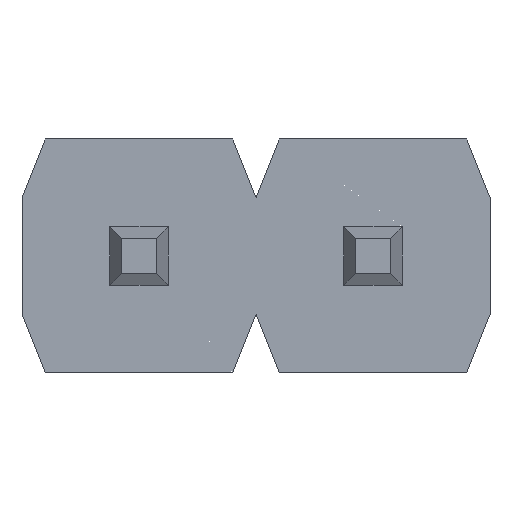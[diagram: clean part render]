
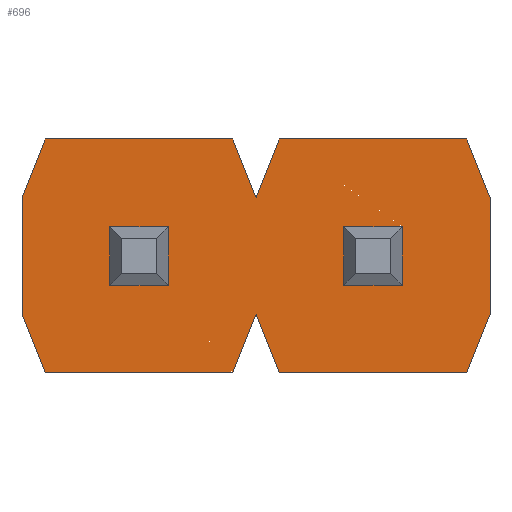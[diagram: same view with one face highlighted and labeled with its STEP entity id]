
A CAD part, front view. The second image highlights one B-rep face of the part: STEP entity #696.
In plain terms, the highlighted planar face has unit normal (0, -1, 0).
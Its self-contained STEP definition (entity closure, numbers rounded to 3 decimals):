
#1=DIRECTION('',(0.371,0.,-0.928));
#2=VECTOR('',#1,0.539);
#3=CARTESIAN_POINT('',(-2.,0.,-0.5));
#4=LINE('',#3,#2);
#5=DIRECTION('',(0.,0.,1.));
#6=VECTOR('',#5,1.);
#7=CARTESIAN_POINT('',(-2.,0.,-0.5));
#8=LINE('',#7,#6);
#9=DIRECTION('',(-0.371,0.,-0.928));
#10=VECTOR('',#9,0.539);
#11=CARTESIAN_POINT('',(-1.8,0.,1.));
#12=LINE('',#11,#10);
#13=DIRECTION('',(1.,0.,0.));
#14=VECTOR('',#13,1.6);
#15=CARTESIAN_POINT('',(-1.8,0.,1.));
#16=LINE('',#15,#14);
#17=DIRECTION('',(-0.371,0.,0.928));
#18=VECTOR('',#17,0.539);
#19=CARTESIAN_POINT('',(0.,0.,0.5));
#20=LINE('',#19,#18);
#21=DIRECTION('',(-0.371,0.,-0.928));
#22=VECTOR('',#21,0.539);
#23=CARTESIAN_POINT('',(0.2,0.,1.));
#24=LINE('',#23,#22);
#25=DIRECTION('',(1.,0.,0.));
#26=VECTOR('',#25,1.6);
#27=CARTESIAN_POINT('',(0.2,0.,1.));
#28=LINE('',#27,#26);
#29=DIRECTION('',(-0.371,0.,0.928));
#30=VECTOR('',#29,0.539);
#31=CARTESIAN_POINT('',(2.,0.,0.5));
#32=LINE('',#31,#30);
#33=DIRECTION('',(0.,0.,-1.));
#34=VECTOR('',#33,1.);
#35=CARTESIAN_POINT('',(2.,0.,0.5));
#36=LINE('',#35,#34);
#37=DIRECTION('',(0.371,0.,0.928));
#38=VECTOR('',#37,0.539);
#39=CARTESIAN_POINT('',(1.8,0.,-1.));
#40=LINE('',#39,#38);
#41=DIRECTION('',(-1.,0.,0.));
#42=VECTOR('',#41,1.6);
#43=CARTESIAN_POINT('',(1.8,0.,-1.));
#44=LINE('',#43,#42);
#45=DIRECTION('',(0.371,0.,-0.928));
#46=VECTOR('',#45,0.539);
#47=CARTESIAN_POINT('',(0.,0.,-0.5));
#48=LINE('',#47,#46);
#49=DIRECTION('',(0.371,0.,0.928));
#50=VECTOR('',#49,0.539);
#51=CARTESIAN_POINT('',(-0.2,0.,-1.));
#52=LINE('',#51,#50);
#53=DIRECTION('',(-1.,0.,0.));
#54=VECTOR('',#53,1.6);
#55=CARTESIAN_POINT('',(-0.2,0.,-1.));
#56=LINE('',#55,#54);
#57=DIRECTION('',(0.,0.,-1.));
#58=VECTOR('',#57,0.5);
#59=CARTESIAN_POINT('',(0.75,0.,0.25));
#60=LINE('',#59,#58);
#61=DIRECTION('',(1.,0.,0.));
#62=VECTOR('',#61,0.5);
#63=CARTESIAN_POINT('',(0.75,0.,-0.25));
#64=LINE('',#63,#62);
#65=DIRECTION('',(0.,0.,-1.));
#66=VECTOR('',#65,0.5);
#67=CARTESIAN_POINT('',(1.25,0.,0.25));
#68=LINE('',#67,#66);
#69=DIRECTION('',(1.,0.,0.));
#70=VECTOR('',#69,0.5);
#71=CARTESIAN_POINT('',(0.75,0.,0.25));
#72=LINE('',#71,#70);
#73=DIRECTION('',(0.,0.,-1.));
#74=VECTOR('',#73,0.5);
#75=CARTESIAN_POINT('',(-1.25,0.,0.25));
#76=LINE('',#75,#74);
#77=DIRECTION('',(1.,0.,0.));
#78=VECTOR('',#77,0.5);
#79=CARTESIAN_POINT('',(-1.25,0.,-0.25));
#80=LINE('',#79,#78);
#81=DIRECTION('',(0.,0.,-1.));
#82=VECTOR('',#81,0.5);
#83=CARTESIAN_POINT('',(-0.75,0.,0.25));
#84=LINE('',#83,#82);
#85=DIRECTION('',(1.,0.,0.));
#86=VECTOR('',#85,0.5);
#87=CARTESIAN_POINT('',(-1.25,0.,0.25));
#88=LINE('',#87,#86);
#489=CARTESIAN_POINT('',(1.8,0.,-1.));
#490=CARTESIAN_POINT('',(2.,0.,-0.5));
#491=VERTEX_POINT('',#489);
#492=VERTEX_POINT('',#490);
#493=CARTESIAN_POINT('',(2.,0.,0.5));
#494=CARTESIAN_POINT('',(1.8,0.,1.));
#495=VERTEX_POINT('',#493);
#496=VERTEX_POINT('',#494);
#505=CARTESIAN_POINT('',(-0.2,0.,-1.));
#506=CARTESIAN_POINT('',(0.,0.,-0.5));
#507=VERTEX_POINT('',#505);
#508=VERTEX_POINT('',#506);
#509=CARTESIAN_POINT('',(0.2,0.,-1.));
#510=VERTEX_POINT('',#509);
#511=CARTESIAN_POINT('',(0.2,0.,1.));
#512=CARTESIAN_POINT('',(0.,0.,0.5));
#513=VERTEX_POINT('',#511);
#514=VERTEX_POINT('',#512);
#515=CARTESIAN_POINT('',(-0.2,0.,1.));
#516=VERTEX_POINT('',#515);
#529=CARTESIAN_POINT('',(-2.,0.,-0.5));
#530=CARTESIAN_POINT('',(-1.8,0.,-1.));
#531=VERTEX_POINT('',#529);
#532=VERTEX_POINT('',#530);
#533=CARTESIAN_POINT('',(-1.8,0.,1.));
#534=CARTESIAN_POINT('',(-2.,0.,0.5));
#535=VERTEX_POINT('',#533);
#536=VERTEX_POINT('',#534);
#585=CARTESIAN_POINT('',(0.75,0.,-0.25));
#586=VERTEX_POINT('',#585);
#587=CARTESIAN_POINT('',(1.25,0.,-0.25));
#588=VERTEX_POINT('',#587);
#589=CARTESIAN_POINT('',(0.75,0.,0.25));
#590=VERTEX_POINT('',#589);
#591=CARTESIAN_POINT('',(1.25,0.,0.25));
#592=VERTEX_POINT('',#591);
#625=CARTESIAN_POINT('',(-1.25,0.,0.25));
#626=CARTESIAN_POINT('',(-1.25,0.,-0.25));
#627=VERTEX_POINT('',#625);
#628=VERTEX_POINT('',#626);
#629=CARTESIAN_POINT('',(-0.75,0.,0.25));
#630=CARTESIAN_POINT('',(-0.75,0.,-0.25));
#631=VERTEX_POINT('',#629);
#632=VERTEX_POINT('',#630);
#641=CARTESIAN_POINT('',(0.,0.,0.));
#642=DIRECTION('',(0.,1.,0.));
#643=DIRECTION('',(1.,0.,0.));
#644=AXIS2_PLACEMENT_3D('',#641,#642,#643);
#645=PLANE('',#644);
#647=ORIENTED_EDGE('',*,*,#646,.F.);
#649=ORIENTED_EDGE('',*,*,#648,.T.);
#651=ORIENTED_EDGE('',*,*,#650,.F.);
#653=ORIENTED_EDGE('',*,*,#652,.T.);
#655=ORIENTED_EDGE('',*,*,#654,.F.);
#657=ORIENTED_EDGE('',*,*,#656,.F.);
#659=ORIENTED_EDGE('',*,*,#658,.T.);
#661=ORIENTED_EDGE('',*,*,#660,.F.);
#663=ORIENTED_EDGE('',*,*,#662,.T.);
#665=ORIENTED_EDGE('',*,*,#664,.F.);
#667=ORIENTED_EDGE('',*,*,#666,.T.);
#669=ORIENTED_EDGE('',*,*,#668,.F.);
#671=ORIENTED_EDGE('',*,*,#670,.F.);
#673=ORIENTED_EDGE('',*,*,#672,.T.);
#674=EDGE_LOOP('',(#647,#649,#651,#653,#655,#657,#659,#661,#663,#665,#667,#669,
#671,#673));
#675=FACE_OUTER_BOUND('',#674,.F.);
#677=ORIENTED_EDGE('',*,*,#676,.T.);
#679=ORIENTED_EDGE('',*,*,#678,.T.);
#681=ORIENTED_EDGE('',*,*,#680,.F.);
#683=ORIENTED_EDGE('',*,*,#682,.F.);
#684=EDGE_LOOP('',(#677,#679,#681,#683));
#685=FACE_BOUND('',#684,.F.);
#687=ORIENTED_EDGE('',*,*,#686,.T.);
#689=ORIENTED_EDGE('',*,*,#688,.T.);
#691=ORIENTED_EDGE('',*,*,#690,.F.);
#693=ORIENTED_EDGE('',*,*,#692,.F.);
#694=EDGE_LOOP('',(#687,#689,#691,#693));
#695=FACE_BOUND('',#694,.F.);
#646=EDGE_CURVE('',#531,#532,#4,.T.);
#648=EDGE_CURVE('',#531,#536,#8,.T.);
#650=EDGE_CURVE('',#535,#536,#12,.T.);
#652=EDGE_CURVE('',#535,#516,#16,.T.);
#654=EDGE_CURVE('',#514,#516,#20,.T.);
#656=EDGE_CURVE('',#513,#514,#24,.T.);
#658=EDGE_CURVE('',#513,#496,#28,.T.);
#660=EDGE_CURVE('',#495,#496,#32,.T.);
#662=EDGE_CURVE('',#495,#492,#36,.T.);
#664=EDGE_CURVE('',#491,#492,#40,.T.);
#666=EDGE_CURVE('',#491,#510,#44,.T.);
#668=EDGE_CURVE('',#508,#510,#48,.T.);
#670=EDGE_CURVE('',#507,#508,#52,.T.);
#672=EDGE_CURVE('',#507,#532,#56,.T.);
#676=EDGE_CURVE('',#590,#586,#60,.T.);
#678=EDGE_CURVE('',#586,#588,#64,.T.);
#680=EDGE_CURVE('',#592,#588,#68,.T.);
#682=EDGE_CURVE('',#590,#592,#72,.T.);
#686=EDGE_CURVE('',#627,#628,#76,.T.);
#688=EDGE_CURVE('',#628,#632,#80,.T.);
#690=EDGE_CURVE('',#631,#632,#84,.T.);
#692=EDGE_CURVE('',#627,#631,#88,.T.);
#696=ADVANCED_FACE('',(#675,#685,#695),#645,.F.);
